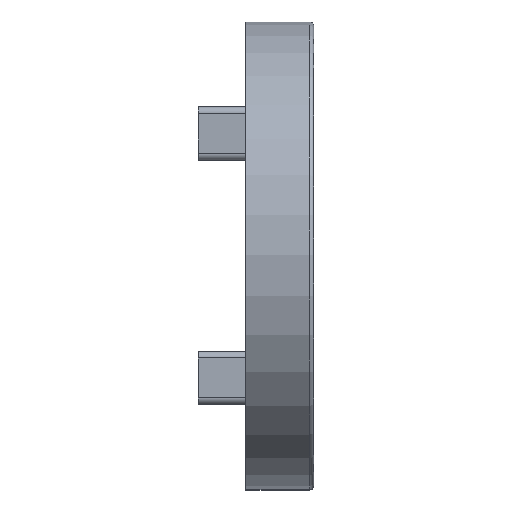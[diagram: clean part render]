
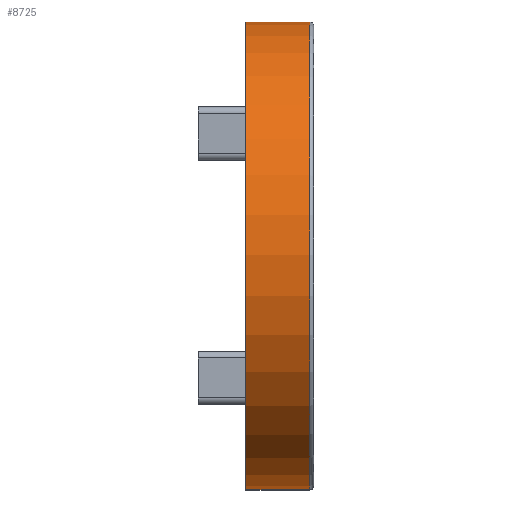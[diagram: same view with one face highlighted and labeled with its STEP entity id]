
A CAD part, top view. The second image highlights one B-rep face of the part: STEP entity #8725.
In plain terms, the highlighted cylindrical face has radius 17.25 mm (diameter 34.5 mm), a partial arc.
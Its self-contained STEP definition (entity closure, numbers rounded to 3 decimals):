
#1377 = EDGE_LOOP ( 'NONE', ( #16116, #1616, #9457, #9244 ) ) ;
#1423 = VERTEX_POINT ( 'NONE', #17213 ) ;
#1616 = ORIENTED_EDGE ( 'NONE', *, *, #12227, .T. ) ;
#2890 = DIRECTION ( 'NONE',  ( -1., 0., 0. ) ) ;
#4178 = LINE ( 'NONE', #10299, #11166 ) ;
#4436 = DIRECTION ( 'NONE',  ( 0., 0., -1. ) ) ;
#5350 = DIRECTION ( 'NONE',  ( -1., 0., 0. ) ) ;
#5681 = EDGE_CURVE ( 'NONE', #20132, #1423, #4178, .T. ) ;
#5910 = DIRECTION ( 'NONE',  ( 0., 0., -1. ) ) ;
#6301 = AXIS2_PLACEMENT_3D ( 'NONE', #16989, #8556, #13861 ) ;
#6837 = CYLINDRICAL_SURFACE ( 'NONE', #6301, 17.25 ) ;
#6897 = CARTESIAN_POINT ( 'NONE',  ( 4.7, 17.25, 20.25 ) ) ;
#6914 = VERTEX_POINT ( 'NONE', #6897 ) ;
#7202 = CARTESIAN_POINT ( 'NONE',  ( 4.7, -17.25, 20.25 ) ) ;
#7867 = DIRECTION ( 'NONE',  ( 1., 0., 0. ) ) ;
#8556 = DIRECTION ( 'NONE',  ( -1., 0., 0. ) ) ;
#8707 = VECTOR ( 'NONE', #2890, 1000. ) ;
#8725 = ADVANCED_FACE ( 'NONE', ( #11174 ), #6837, .T. ) ;
#9244 = ORIENTED_EDGE ( 'NONE', *, *, #15688, .T. ) ;
#9267 = LINE ( 'NONE', #10015, #8707 ) ;
#9457 = ORIENTED_EDGE ( 'NONE', *, *, #9645, .T. ) ;
#9546 = DIRECTION ( 'NONE',  ( -1., 0., 0. ) ) ;
#9638 = AXIS2_PLACEMENT_3D ( 'NONE', #21348, #9546, #4436 ) ;
#9645 = EDGE_CURVE ( 'NONE', #6914, #20268, #9267, .T. ) ;
#10015 = CARTESIAN_POINT ( 'NONE',  ( 5., 17.25, 20.25 ) ) ;
#10299 = CARTESIAN_POINT ( 'NONE',  ( 5., -17.25, 20.25 ) ) ;
#10695 = CIRCLE ( 'NONE', #9638, 17.25 ) ;
#11166 = VECTOR ( 'NONE', #5350, 1000. ) ;
#11174 = FACE_OUTER_BOUND ( 'NONE', #1377, .T. ) ;
#12227 = EDGE_CURVE ( 'NONE', #20132, #6914, #10695, .T. ) ;
#13861 = DIRECTION ( 'NONE',  ( 0., 0., 1. ) ) ;
#15688 = EDGE_CURVE ( 'NONE', #20268, #1423, #16837, .T. ) ;
#16116 = ORIENTED_EDGE ( 'NONE', *, *, #5681, .F. ) ;
#16158 = CARTESIAN_POINT ( 'NONE',  ( 0., 0., 20.25 ) ) ;
#16241 = CARTESIAN_POINT ( 'NONE',  ( 0., 17.25, 20.25 ) ) ;
#16837 = CIRCLE ( 'NONE', #19661, 17.25 ) ;
#16989 = CARTESIAN_POINT ( 'NONE',  ( 5., 0., 20.25 ) ) ;
#17213 = CARTESIAN_POINT ( 'NONE',  ( 0., -17.25, 20.25 ) ) ;
#19661 = AXIS2_PLACEMENT_3D ( 'NONE', #16158, #7867, #5910 ) ;
#20132 = VERTEX_POINT ( 'NONE', #7202 ) ;
#20268 = VERTEX_POINT ( 'NONE', #16241 ) ;
#21348 = CARTESIAN_POINT ( 'NONE',  ( 4.7, 0., 20.25 ) ) ;
